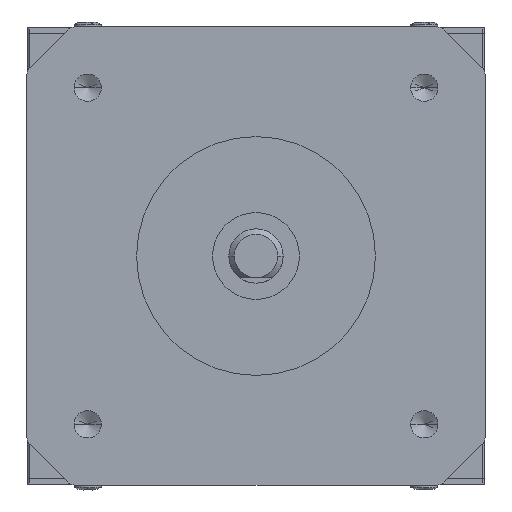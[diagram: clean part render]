
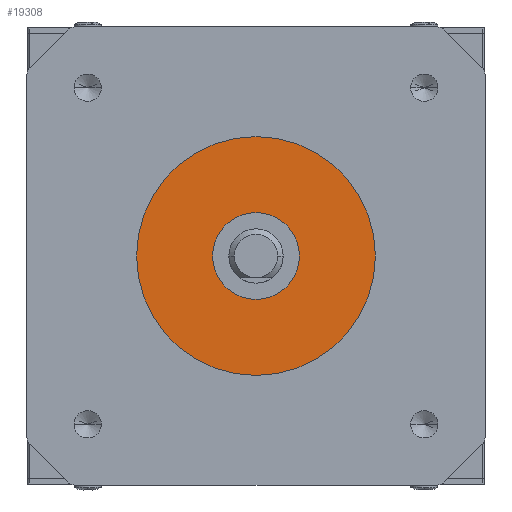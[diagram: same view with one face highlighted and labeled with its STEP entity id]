
A CAD part, front view. The second image highlights one B-rep face of the part: STEP entity #19308.
In plain terms, the highlighted face is planar.
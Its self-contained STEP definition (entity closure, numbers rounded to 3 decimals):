
#286 = AXIS2_PLACEMENT_3D ( 'NONE', #18349, #18331, #18301 ) ;
#1168 = FACE_OUTER_BOUND ( 'NONE', #11289, .T. ) ;
#1448 = EDGE_CURVE ( 'NONE', #18967, #5020, #13294, .T. ) ;
#1858 = AXIS2_PLACEMENT_3D ( 'NONE', #3090, #15123, #4816 ) ;
#2198 = DIRECTION ( 'NONE',  ( 0., 0., -1. ) ) ;
#3090 = CARTESIAN_POINT ( 'NONE',  ( 0., 0., -28.5 ) ) ;
#4250 = VERTEX_POINT ( 'NONE', #19770 ) ;
#4347 = EDGE_CURVE ( 'NONE', #5020, #18967, #5854, .T. ) ;
#4525 = AXIS2_PLACEMENT_3D ( 'NONE', #12508, #2198, #14243 ) ;
#4536 = EDGE_CURVE ( 'NONE', #4250, #7676, #11771, .T. ) ;
#4816 = DIRECTION ( 'NONE',  ( -1., 0., 0. ) ) ;
#5020 = VERTEX_POINT ( 'NONE', #11396 ) ;
#5169 = FACE_BOUND ( 'NONE', #15875, .T. ) ;
#5854 = CIRCLE ( 'NONE', #286, 11. ) ;
#6359 = ORIENTED_EDGE ( 'NONE', *, *, #7895, .F. ) ;
#7676 = VERTEX_POINT ( 'NONE', #12439 ) ;
#7895 = EDGE_CURVE ( 'NONE', #7676, #4250, #14217, .T. ) ;
#8409 = ORIENTED_EDGE ( 'NONE', *, *, #4347, .T. ) ;
#9903 = ORIENTED_EDGE ( 'NONE', *, *, #4536, .F. ) ;
#10694 = PLANE ( 'NONE',  #4525 ) ;
#11289 = EDGE_LOOP ( 'NONE', ( #8409, #17952 ) ) ;
#11396 = CARTESIAN_POINT ( 'NONE',  ( 11., 0., -28.5 ) ) ;
#11771 = CIRCLE ( 'NONE', #15230, 4. ) ;
#12439 = CARTESIAN_POINT ( 'NONE',  ( 4., 0., -28.5 ) ) ;
#12508 = CARTESIAN_POINT ( 'NONE',  ( 0., 0., -28.5 ) ) ;
#12763 = AXIS2_PLACEMENT_3D ( 'NONE', #18533, #18272, #18342 ) ;
#13294 = CIRCLE ( 'NONE', #12763, 11. ) ;
#14217 = CIRCLE ( 'NONE', #1858, 4. ) ;
#14243 = DIRECTION ( 'NONE',  ( -1., 0., 0. ) ) ;
#15123 = DIRECTION ( 'NONE',  ( 0., 0., -1. ) ) ;
#15230 = AXIS2_PLACEMENT_3D ( 'NONE', #16592, #16564, #18961 ) ;
#15875 = EDGE_LOOP ( 'NONE', ( #6359, #9903 ) ) ;
#16564 = DIRECTION ( 'NONE',  ( 0., 0., -1. ) ) ;
#16592 = CARTESIAN_POINT ( 'NONE',  ( 0., 0., -28.5 ) ) ;
#17952 = ORIENTED_EDGE ( 'NONE', *, *, #1448, .T. ) ;
#18213 = CARTESIAN_POINT ( 'NONE',  ( -11., 0., -28.5 ) ) ;
#18272 = DIRECTION ( 'NONE',  ( 0., 0., -1. ) ) ;
#18301 = DIRECTION ( 'NONE',  ( -1., 0., 0. ) ) ;
#18331 = DIRECTION ( 'NONE',  ( 0., 0., -1. ) ) ;
#18342 = DIRECTION ( 'NONE',  ( -1., 0., 0. ) ) ;
#18349 = CARTESIAN_POINT ( 'NONE',  ( 0., 0., -28.5 ) ) ;
#18533 = CARTESIAN_POINT ( 'NONE',  ( 0., 0., -28.5 ) ) ;
#18961 = DIRECTION ( 'NONE',  ( -1., 0., 0. ) ) ;
#18967 = VERTEX_POINT ( 'NONE', #18213 ) ;
#19308 = ADVANCED_FACE ( 'NONE', ( #1168, #5169 ), #10694, .T. ) ;
#19770 = CARTESIAN_POINT ( 'NONE',  ( -4., 0., -28.5 ) ) ;
